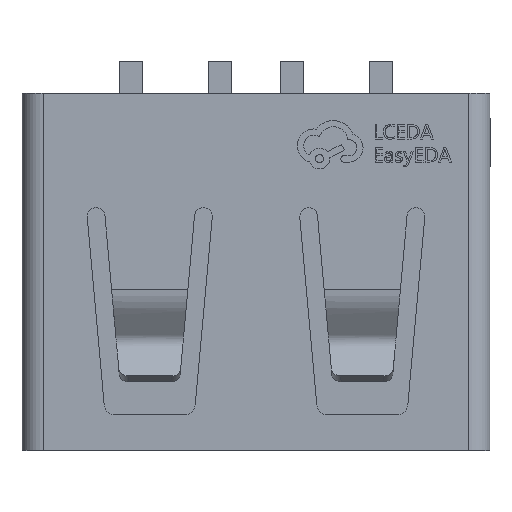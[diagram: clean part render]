
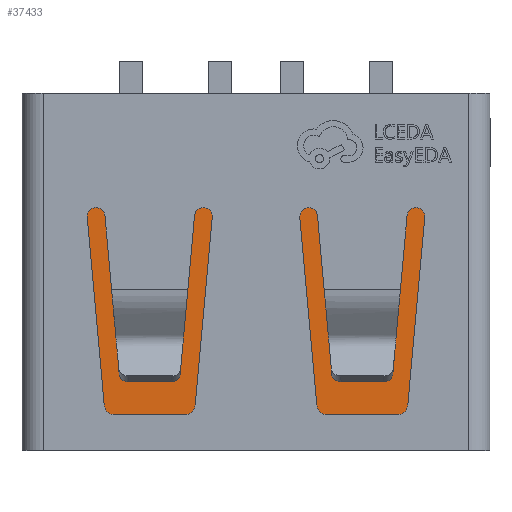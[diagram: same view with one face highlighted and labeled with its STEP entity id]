
A CAD part, top view. The second image highlights one B-rep face of the part: STEP entity #37433.
In plain terms, the highlighted planar face has unit normal (0, 0, 1).
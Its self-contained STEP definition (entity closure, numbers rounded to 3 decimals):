
#29 = ORIENTED_EDGE ( 'NONE', *, *, #31509, .T. ) ;
#4608 = DIRECTION ( 'NONE',  ( 0., 0., -1. ) ) ;
#4889 = CARTESIAN_POINT ( 'NONE',  ( 5.3, -2.55, 5.27 ) ) ;
#8640 = EDGE_CURVE ( 'NONE', #17736, #9847, #34310, .T. ) ;
#9637 = CARTESIAN_POINT ( 'NONE',  ( 5.3, -21.151, 5.27 ) ) ;
#9847 = VERTEX_POINT ( 'NONE', #36639 ) ;
#10711 = LINE ( 'NONE', #17167, #38195 ) ;
#13411 = LINE ( 'NONE', #9637, #34748 ) ;
#14262 = CARTESIAN_POINT ( 'NONE',  ( 5.3, -9., 5.27 ) ) ;
#14507 = CARTESIAN_POINT ( 'NONE',  ( -5.3, -21.151, 5.27 ) ) ;
#17167 = CARTESIAN_POINT ( 'NONE',  ( 5.5, -9., 5.27 ) ) ;
#17736 = VERTEX_POINT ( 'NONE', #38298 ) ;
#20008 = FACE_OUTER_BOUND ( 'NONE', #31097, .T. ) ;
#20782 = EDGE_CURVE ( 'NONE', #22599, #26408, #13411, .T. ) ;
#21023 = DIRECTION ( 'NONE',  ( 0., -1., 0. ) ) ;
#21822 = VECTOR ( 'NONE', #41396, 1000. ) ;
#22132 = LINE ( 'NONE', #32079, #21822 ) ;
#22599 = VERTEX_POINT ( 'NONE', #14262 ) ;
#26202 = DIRECTION ( 'NONE',  ( 0., 1., 0. ) ) ;
#26408 = VERTEX_POINT ( 'NONE', #4889 ) ;
#26803 = ORIENTED_EDGE ( 'NONE', *, *, #20782, .T. ) ;
#26832 = ORIENTED_EDGE ( 'NONE', *, *, #8640, .T. ) ;
#26944 = CARTESIAN_POINT ( 'NONE',  ( -5.5, -21.151, 5.27 ) ) ;
#31095 = ORIENTED_EDGE ( 'NONE', *, *, #34646, .T. ) ;
#31097 = EDGE_LOOP ( 'NONE', ( #29, #26803, #31095, #26832 ) ) ;
#31509 = EDGE_CURVE ( 'NONE', #9847, #22599, #10711, .T. ) ;
#32079 = CARTESIAN_POINT ( 'NONE',  ( -5.5, -2.55, 5.27 ) ) ;
#32132 = VECTOR ( 'NONE', #21023, 1000. ) ;
#34310 = LINE ( 'NONE', #14507, #32132 ) ;
#34646 = EDGE_CURVE ( 'NONE', #26408, #17736, #22132, .T. ) ;
#34748 = VECTOR ( 'NONE', #26202, 1000. ) ;
#36466 = PLANE ( 'NONE',  #36930 ) ;
#36639 = CARTESIAN_POINT ( 'NONE',  ( -5.3, -9., 5.27 ) ) ;
#36668 = DIRECTION ( 'NONE',  ( -1., 0., 0. ) ) ;
#36930 = AXIS2_PLACEMENT_3D ( 'NONE', #26944, #4608, #36668 ) ;
#37015 = DIRECTION ( 'NONE',  ( 1., 0., 0. ) ) ;
#37433 = ADVANCED_FACE ( 'NONE', ( #20008 ), #36466, .F. ) ;
#38195 = VECTOR ( 'NONE', #37015, 1000. ) ;
#38298 = CARTESIAN_POINT ( 'NONE',  ( -5.3, -2.55, 5.27 ) ) ;
#41396 = DIRECTION ( 'NONE',  ( -1., 0., 0. ) ) ;
